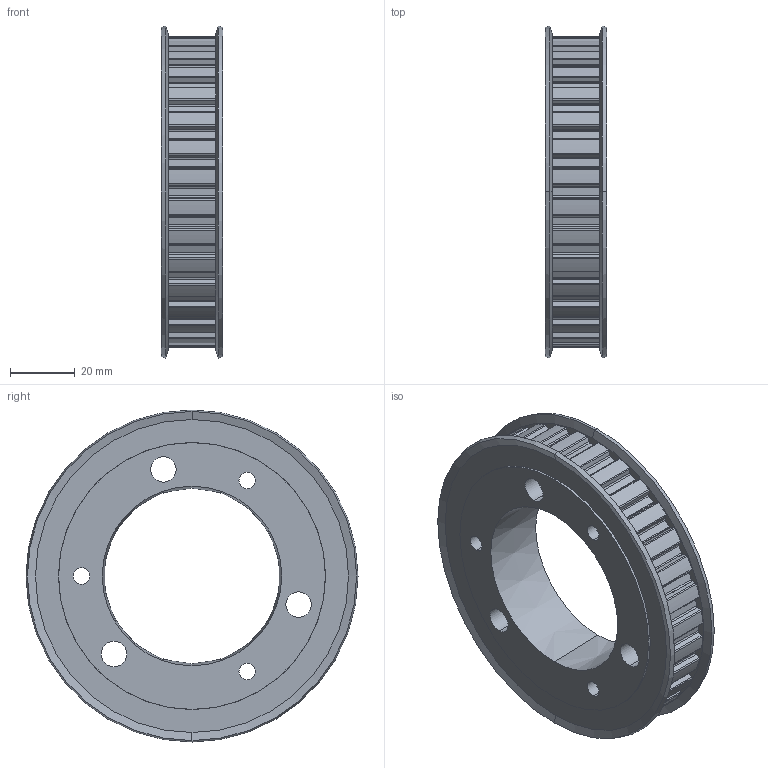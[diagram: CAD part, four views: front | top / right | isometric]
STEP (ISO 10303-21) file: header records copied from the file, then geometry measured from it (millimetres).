
FILE_DESCRIPTION (( 'STEP AP214' ), '1' );
FILE_NAME ('SQD32L050AF-SDS.step', '2019-07-30T20:18:53', ( '' ), ( '' ), 'SwSTEP 2.0', 'SolidWorks 2018', '' );
FILE_SCHEMA (( 'AUTOMOTIVE_DESIGN' ));
Length unit declared in the file: inch
Products named in the file (1): SQD32L050AF-SDS
Bounding box: 19.18 x 102.72 x 102.72 mm (x, y, z)
Volume: 85832.8 mm3; surface area: 28032.2 mm2
Topology: 1 solids, 1 shells, 333 faces, 958 edges, 636 vertices
Faces by surface type: cylinder 212, plane 107, cone 14
Entity records: 11518 total; most frequent: DIRECTION 2070, CARTESIAN_POINT 1928, ORIENTED_EDGE 1916, EDGE_CURVE 958, AXIS2_PLACEMENT_3D 778, VERTEX_POINT 636, LINE 514, VECTOR 514
